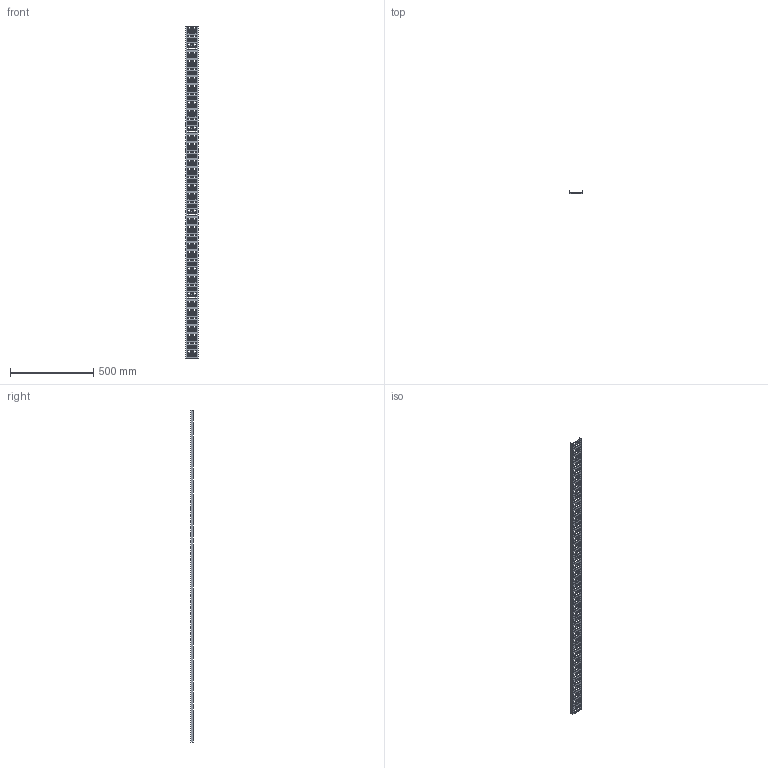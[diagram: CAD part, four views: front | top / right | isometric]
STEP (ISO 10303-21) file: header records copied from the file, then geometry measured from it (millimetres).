
FILE_DESCRIPTION (( 'STEP AP214' ), '1' );
FILE_NAME ('6045852.stp', '2018-01-25T15:14:19', ( '' ), ( '' ), 'SwSTEP 2.0', 'SolidWorks 2016', '' );
FILE_SCHEMA (( 'AUTOMOTIVE_DESIGN' ));
Length unit declared in the file: millimetre
Products named in the file (1): 6045852
Bounding box: 75 x 15 x 2000 mm (x, y, z)
Volume: 168205 mm3; surface area: 354933.1 mm2
Topology: 1 solids, 1 shells, 1418 faces, 4248 edges, 2832 vertices
Faces by surface type: cylinder 840, plane 578
Entity records: 49746 total; most frequent: DIRECTION 8766, CARTESIAN_POINT 8499, ORIENTED_EDGE 8496, EDGE_CURVE 4248, AXIS2_PLACEMENT_3D 3099, VERTEX_POINT 2832, LINE 2568, VECTOR 2568
